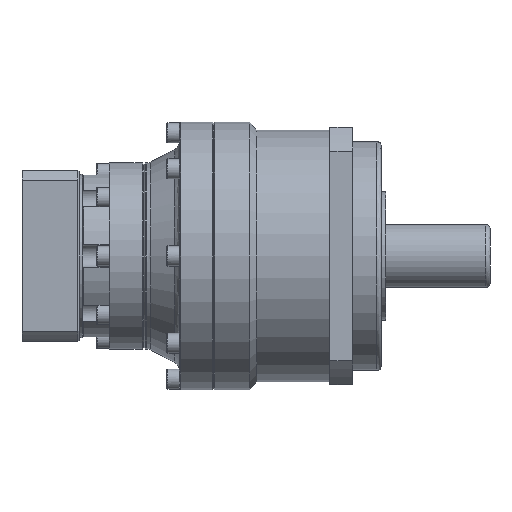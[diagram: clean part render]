
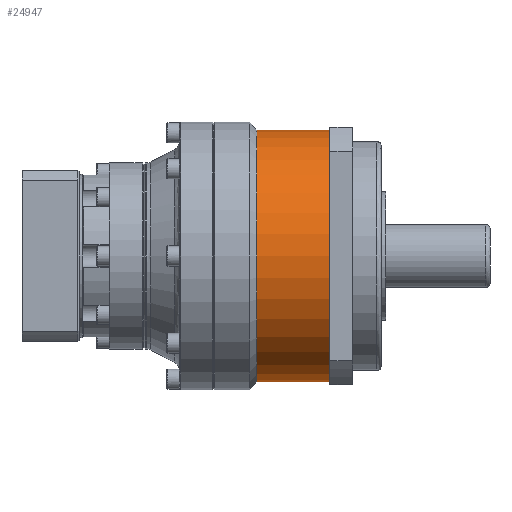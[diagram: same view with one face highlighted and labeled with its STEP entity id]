
A CAD part, front view. The second image highlights one B-rep face of the part: STEP entity #24947.
In plain terms, the highlighted cylindrical face has radius 44 mm (diameter 88 mm), a partial arc.
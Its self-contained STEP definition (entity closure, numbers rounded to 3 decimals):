
#517 = LINE ( 'NONE', #21432, #26595 ) ;
#1306 = CARTESIAN_POINT ( 'NONE',  ( -68.75, 0., 0. ) ) ;
#2068 = AXIS2_PLACEMENT_3D ( 'NONE', #21870, #6735, #24392 ) ;
#2119 = AXIS2_PLACEMENT_3D ( 'NONE', #22868, #7800, #25376 ) ;
#4605 = EDGE_CURVE ( 'NONE', #11144, #31624, #10436, .T. ) ;
#4792 = VERTEX_POINT ( 'NONE', #11573 ) ;
#5331 = FACE_OUTER_BOUND ( 'NONE', #12554, .T. ) ;
#5938 = CIRCLE ( 'NONE', #2068, 44. ) ;
#6735 = DIRECTION ( 'NONE',  ( -1., 0., 0. ) ) ;
#7800 = DIRECTION ( 'NONE',  ( 1., 0., 0. ) ) ;
#10436 = LINE ( 'NONE', #20690, #23007 ) ;
#11144 = VERTEX_POINT ( 'NONE', #24044 ) ;
#11573 = CARTESIAN_POINT ( 'NONE',  ( -56., 0., 44. ) ) ;
#12554 = EDGE_LOOP ( 'NONE', ( #13297, #13041, #26826, #21067 ) ) ;
#13041 = ORIENTED_EDGE ( 'NONE', *, *, #29937, .T. ) ;
#13297 = ORIENTED_EDGE ( 'NONE', *, *, #4605, .F. ) ;
#14063 = DIRECTION ( 'NONE',  ( 0., 0., 1. ) ) ;
#15910 = CIRCLE ( 'NONE', #2119, 44. ) ;
#18167 = EDGE_CURVE ( 'NONE', #24856, #31624, #15910, .T. ) ;
#19003 = DIRECTION ( 'NONE',  ( -1., 0., 0. ) ) ;
#20459 = DIRECTION ( 'NONE',  ( -1., 0., 0. ) ) ;
#20690 = CARTESIAN_POINT ( 'NONE',  ( -68.75, 0., -44. ) ) ;
#21067 = ORIENTED_EDGE ( 'NONE', *, *, #18167, .T. ) ;
#21101 = CARTESIAN_POINT ( 'NONE',  ( -81.5, 0., 44. ) ) ;
#21432 = CARTESIAN_POINT ( 'NONE',  ( -68.75, 0., 44. ) ) ;
#21870 = CARTESIAN_POINT ( 'NONE',  ( -56., 0., 0. ) ) ;
#22868 = CARTESIAN_POINT ( 'NONE',  ( -81.5, 0., 0. ) ) ;
#23007 = VECTOR ( 'NONE', #20459, 1000. ) ;
#23432 = CARTESIAN_POINT ( 'NONE',  ( -81.5, 0., -44. ) ) ;
#24044 = CARTESIAN_POINT ( 'NONE',  ( -56., 0., -44. ) ) ;
#24392 = DIRECTION ( 'NONE',  ( 0., 0., 1. ) ) ;
#24856 = VERTEX_POINT ( 'NONE', #21101 ) ;
#24947 = ADVANCED_FACE ( 'NONE', ( #5331 ), #28225, .T. ) ;
#25376 = DIRECTION ( 'NONE',  ( 0., 0., 1. ) ) ;
#26527 = EDGE_CURVE ( 'NONE', #4792, #24856, #517, .T. ) ;
#26595 = VECTOR ( 'NONE', #29281, 1000. ) ;
#26826 = ORIENTED_EDGE ( 'NONE', *, *, #26527, .T. ) ;
#28225 = CYLINDRICAL_SURFACE ( 'NONE', #29356, 44. ) ;
#29281 = DIRECTION ( 'NONE',  ( -1., 0., 0. ) ) ;
#29356 = AXIS2_PLACEMENT_3D ( 'NONE', #1306, #19003, #14063 ) ;
#29937 = EDGE_CURVE ( 'NONE', #11144, #4792, #5938, .T. ) ;
#31624 = VERTEX_POINT ( 'NONE', #23432 ) ;
